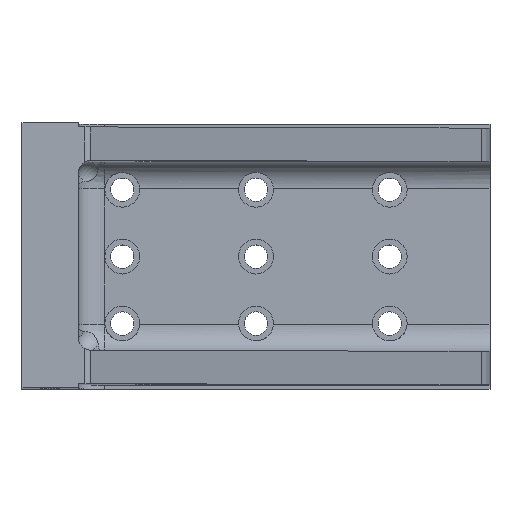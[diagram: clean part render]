
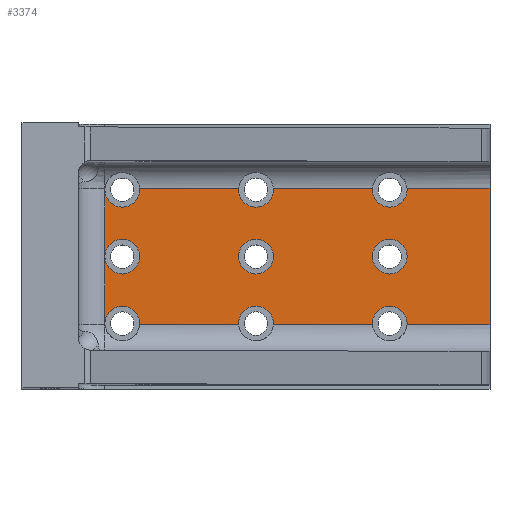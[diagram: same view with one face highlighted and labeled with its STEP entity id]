
A CAD part, top view. The second image highlights one B-rep face of the part: STEP entity #3374.
In plain terms, the highlighted planar face has unit normal (0, 0, 1).
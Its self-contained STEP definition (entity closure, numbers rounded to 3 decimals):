
#1874=EDGE_CURVE('',#3478,#4036,#5465,.T.);
#1994=EDGE_CURVE('',#4790,#2972,#5608,.T.);
#1998=EDGE_CURVE('',#4126,#4036,#5613,.T.);
#2012=EDGE_CURVE('',#3400,#3250,#5628,.T.);
#2022=EDGE_CURVE('',#4990,#3388,#5638,.T.);
#2060=EDGE_CURVE('',#3162,#3996,#5715,.T.);
#2176=VERTEX_POINT('',#5846);
#2312=EDGE_CURVE('',#3250,#5178,#5995,.T.);
#2352=VERTEX_POINT('',#6042);
#2502=EDGE_CURVE('',#2176,#3636,#6205,.T.);
#2626=VERTEX_POINT('',#6335);
#2716=EDGE_CURVE('',#2972,#4126,#6431,.T.);
#2720=EDGE_CURVE('',#4886,#3708,#6435,.T.);
#2840=VERTEX_POINT('',#6573);
#2912=EDGE_CURVE('',#3708,#4990,#6652,.T.);
#2972=VERTEX_POINT('',#6719);
#3162=VERTEX_POINT('',#6935);
#3196=EDGE_CURVE('',#3486,#3728,#6970,.T.);
#3226=EDGE_CURVE('',#5280,#5312,#7002,.T.);
#3250=VERTEX_POINT('',#7031);
#3252=EDGE_CURVE('',#4806,#5046,#7033,.T.);
#3290=EDGE_CURVE('',#5312,#5280,#7075,.T.);
#3348=VERTEX_POINT('',#7139);
#3374=ADVANCED_FACE('',(#7171,#7172,#7173),#7174,.F.);
#3388=VERTEX_POINT('',#7189);
#3400=VERTEX_POINT('',#7202);
#3420=EDGE_CURVE('',#4506,#2840,#7224,.T.);
#3478=VERTEX_POINT('',#7285);
#3486=VERTEX_POINT('',#7296);
#3568=EDGE_CURVE('',#3162,#4752,#7402,.T.);
#3636=VERTEX_POINT('',#7485);
#3708=VERTEX_POINT('',#7567);
#3728=VERTEX_POINT('',#7588);
#3768=EDGE_CURVE('',#4790,#2352,#7668,.T.);
#3910=EDGE_CURVE('',#2176,#4998,#7826,.T.);
#3942=EDGE_CURVE('',#2626,#2352,#7863,.T.);
#3996=VERTEX_POINT('',#7928);
#4036=VERTEX_POINT('',#7975);
#4068=EDGE_CURVE('',#5254,#4886,#8009,.T.);
#4126=VERTEX_POINT('',#8084);
#4136=EDGE_CURVE('',#4998,#4752,#8094,.T.);
#4274=EDGE_CURVE('',#3388,#3486,#8243,.T.);
#4480=EDGE_CURVE('',#3728,#4806,#8478,.T.);
#4486=EDGE_CURVE('',#3400,#3478,#8484,.T.);
#4506=VERTEX_POINT('',#8505);
#4722=EDGE_CURVE('',#3636,#3348,#8750,.T.);
#4744=EDGE_CURVE('',#5178,#5254,#8775,.T.);
#4752=VERTEX_POINT('',#8784);
#4790=VERTEX_POINT('',#8825);
#4806=VERTEX_POINT('',#8843);
#4840=EDGE_CURVE('',#3348,#3636,#8880,.T.);
#4886=VERTEX_POINT('',#8929);
#4918=EDGE_CURVE('',#2840,#4506,#8966,.T.);
#4990=VERTEX_POINT('',#9048);
#4998=VERTEX_POINT('',#9056);
#5046=VERTEX_POINT('',#9109);
#5068=EDGE_CURVE('',#3636,#5046,#9134,.T.);
#5132=EDGE_CURVE('',#3996,#2626,#9205,.T.);
#5178=VERTEX_POINT('',#9254);
#5254=VERTEX_POINT('',#9337);
#5280=VERTEX_POINT('',#9364);
#5312=VERTEX_POINT('',#9397);
#5465=LINE('',#9572,#9573);
#5608=CIRCLE('',#9752,13.0);
#5613=CIRCLE('',#9758,13.0);
#5628=LINE('',#9778,#9779);
#5638=CIRCLE('',#9794,13.0);
#5715=CIRCLE('',#9879,13.0);
#5846=CARTESIAN_POINT('',(-13.,-100.0,35.0));
#5995=CIRCLE('',#10291,13.0);
#6042=CARTESIAN_POINT('',(112.961,-101.0,35.0));
#6205=LINE('',#10609,#10610);
#6335=CARTESIAN_POINT('',(113.0,-100.0,35.0));
#6431=CIRCLE('',#10948,13.0);
#6435=LINE('',#10955,#10956);
#6573=CARTESIAN_POINT('',(187.0,-50.0,35.0));
#6652=CIRCLE('',#11238,13.0);
#6719=CARTESIAN_POINT('',(187.0,-100.0,35.0));
#6935=CARTESIAN_POINT('',(87.039,-101.0,35.0));
#6970=LINE('',#11689,#11690);
#7002=CIRCLE('',#11774,13.0);
#7031=CARTESIAN_POINT('',(212.961,1.0,35.0));
#7033=CIRCLE('',#11811,13.0);
#7075=CIRCLE('',#11867,13.0);
#7139=CARTESIAN_POINT('',(13.,-50.0,35.0));
#7171=FACE_BOUND('',#11995,.T.);
#7172=FACE_BOUND('',#11996,.T.);
#7173=FACE_OUTER_BOUND('',#11997,.T.);
#7174=PLANE('',#11998);
#7189=CARTESIAN_POINT('',(87.,0.,35.0));
#7202=CARTESIAN_POINT('',(275.0,1.0,35.0));
#7224=CIRCLE('',#12061,13.0);
#7285=CARTESIAN_POINT('',(275.0,-101.0,35.0));
#7296=CARTESIAN_POINT('',(87.039,1.0,35.0));
#7402=LINE('',#12287,#12288);
#7485=CARTESIAN_POINT('',(-13.,-50.0,35.0));
#7567=CARTESIAN_POINT('',(112.961,1.0,35.0));
#7588=CARTESIAN_POINT('',(12.961,1.0,35.0));
#7668=LINE('',#12623,#12624);
#7826=CIRCLE('',#12844,13.0);
#7863=CIRCLE('',#12928,13.0);
#7928=CARTESIAN_POINT('',(87.,-100.0,35.0));
#7975=CARTESIAN_POINT('',(212.961,-101.0,35.0));
#8009=CIRCLE('',#13129,13.0);
#8084=CARTESIAN_POINT('',(213.0,-100.0,35.0));
#8094=CIRCLE('',#13230,13.0);
#8243=CIRCLE('',#13472,13.0);
#8478=CIRCLE('',#13769,13.0);
#8484=LINE('',#13777,#13778);
#8505=CARTESIAN_POINT('',(213.0,-50.0,35.0));
#8750=CIRCLE('',#14125,13.0);
#8775=CIRCLE('',#14158,13.0);
#8784=CARTESIAN_POINT('',(12.961,-101.0,35.0));
#8825=CARTESIAN_POINT('',(187.039,-101.0,35.0));
#8843=CARTESIAN_POINT('',(13.,0.,35.0));
#8880=CIRCLE('',#14294,13.0);
#8929=CARTESIAN_POINT('',(187.039,1.0,35.0));
#8966=CIRCLE('',#14445,13.0);
#9048=CARTESIAN_POINT('',(113.0,0.,35.0));
#9056=CARTESIAN_POINT('',(13.,-100.0,35.0));
#9109=CARTESIAN_POINT('',(-13.,0.,35.0));
#9134=LINE('',#14663,#14664);
#9205=CIRCLE('',#14755,13.0);
#9254=CARTESIAN_POINT('',(213.0,0.,35.0));
#9337=CARTESIAN_POINT('',(187.0,0.,35.0));
#9364=CARTESIAN_POINT('',(113.0,-50.0,35.0));
#9397=CARTESIAN_POINT('',(87.,-50.0,35.0));
#9572=CARTESIAN_POINT('',(275.0,-101.0,35.0));
#9573=VECTOR('',#15250,1.0);
#9752=AXIS2_PLACEMENT_3D('',#15467,#15468,#15469);
#9758=AXIS2_PLACEMENT_3D('',#15480,#15481,#15482);
#9778=CARTESIAN_POINT('',(275.0,1.0,35.0));
#9779=VECTOR('',#15498,1.0);
#9794=AXIS2_PLACEMENT_3D('',#15506,#15507,#15508);
#9879=AXIS2_PLACEMENT_3D('',#15631,#15632,#15633);
#10291=AXIS2_PLACEMENT_3D('',#15945,#15946,#15947);
#10609=CARTESIAN_POINT('',(-13.,1.0,35.0));
#10610=VECTOR('',#16192,1.0);
#10948=AXIS2_PLACEMENT_3D('',#16396,#16397,#16398);
#10955=CARTESIAN_POINT('',(275.0,1.0,35.0));
#10956=VECTOR('',#16400,1.0);
#11238=AXIS2_PLACEMENT_3D('',#16693,#16694,#16695);
#11689=CARTESIAN_POINT('',(275.0,1.0,35.0));
#11690=VECTOR('',#17081,1.0);
#11774=AXIS2_PLACEMENT_3D('',#17114,#17115,#17116);
#11811=AXIS2_PLACEMENT_3D('',#17162,#17163,#17164);
#11867=AXIS2_PLACEMENT_3D('',#17227,#17228,#17229);
#11995=EDGE_LOOP('',(#17353,#17354));
#11996=EDGE_LOOP('',(#17355,#17356));
#11997=EDGE_LOOP('',(#17357,#17358,#17359,#17360,#17361,#17362,#17363,#17364,#17365,#17366,#17367,#17368,#17369,#17370,#17371,#17372,#17373,#17374,#17375,#17376,#17377,#17378,#17379,#17380,#17381,#17382,#17383));
#11998=AXIS2_PLACEMENT_3D('',#17384,#17385,#17386);
#12061=AXIS2_PLACEMENT_3D('',#17446,#17447,#17448);
#12287=CARTESIAN_POINT('',(275.0,-101.0,35.0));
#12288=VECTOR('',#17670,1.0);
#12623=CARTESIAN_POINT('',(275.0,-101.0,35.0));
#12624=VECTOR('',#18015,1.0);
#12844=AXIS2_PLACEMENT_3D('',#18211,#18212,#18213);
#12928=AXIS2_PLACEMENT_3D('',#18268,#18269,#18270);
#13129=AXIS2_PLACEMENT_3D('',#18457,#18458,#18459);
#13230=AXIS2_PLACEMENT_3D('',#18567,#18568,#18569);
#13472=AXIS2_PLACEMENT_3D('',#18720,#18721,#18722);
#13769=AXIS2_PLACEMENT_3D('',#19021,#19022,#19023);
#13777=CARTESIAN_POINT('',(275.0,-26.0,35.0));
#13778=VECTOR('',#19027,1.0);
#14125=AXIS2_PLACEMENT_3D('',#19348,#19349,#19350);
#14158=AXIS2_PLACEMENT_3D('',#19386,#19387,#19388);
#14294=AXIS2_PLACEMENT_3D('',#19509,#19510,#19511);
#14445=AXIS2_PLACEMENT_3D('',#19593,#19594,#19595);
#14663=CARTESIAN_POINT('',(-13.,1.0,35.0));
#14664=VECTOR('',#19809,1.0);
#14755=AXIS2_PLACEMENT_3D('',#19898,#19899,#19900);
#15250=DIRECTION('',(-1.0,0.0,0.0));
#15467=CARTESIAN_POINT('',(200.0,-100.0,35.0));
#15468=DIRECTION('',(0.0,0.0,-1.0));
#15469=DIRECTION('',(1.0,0.0,0.0));
#15480=CARTESIAN_POINT('',(200.0,-100.0,35.0));
#15481=DIRECTION('',(0.0,0.0,-1.0));
#15482=DIRECTION('',(1.0,0.0,0.0));
#15498=DIRECTION('',(-1.0,0.0,0.0));
#15506=CARTESIAN_POINT('',(100.,0.,35.0));
#15507=DIRECTION('',(0.0,0.0,-1.0));
#15508=DIRECTION('',(1.0,0.0,0.0));
#15631=CARTESIAN_POINT('',(100.,-100.0,35.0));
#15632=DIRECTION('',(0.0,0.0,-1.0));
#15633=DIRECTION('',(1.0,0.0,0.0));
#15945=CARTESIAN_POINT('',(200.0,0.,35.0));
#15946=DIRECTION('',(0.0,0.0,-1.0));
#15947=DIRECTION('',(1.0,0.0,0.0));
#16192=DIRECTION('',(0.0,1.0,0.0));
#16396=CARTESIAN_POINT('',(200.0,-100.0,35.0));
#16397=DIRECTION('',(0.0,0.0,-1.0));
#16398=DIRECTION('',(1.0,0.0,0.0));
#16400=DIRECTION('',(-1.0,0.0,0.0));
#16693=CARTESIAN_POINT('',(100.,0.,35.0));
#16694=DIRECTION('',(0.0,0.0,-1.0));
#16695=DIRECTION('',(1.0,0.0,0.0));
#17081=DIRECTION('',(-1.0,0.0,0.0));
#17114=CARTESIAN_POINT('',(100.,-50.0,35.0));
#17115=DIRECTION('',(0.0,0.0,-1.0));
#17116=DIRECTION('',(1.0,0.0,0.0));
#17162=CARTESIAN_POINT('',(0.,0.,35.0));
#17163=DIRECTION('',(0.0,0.0,-1.0));
#17164=DIRECTION('',(1.0,0.0,0.0));
#17227=CARTESIAN_POINT('',(100.,-50.0,35.0));
#17228=DIRECTION('',(0.0,0.0,-1.0));
#17229=DIRECTION('',(1.0,0.0,0.0));
#17353=ORIENTED_EDGE('',*,*,#3290,.T.);
#17354=ORIENTED_EDGE('',*,*,#3226,.T.);
#17355=ORIENTED_EDGE('',*,*,#4918,.T.);
#17356=ORIENTED_EDGE('',*,*,#3420,.T.);
#17357=ORIENTED_EDGE('',*,*,#2912,.T.);
#17358=ORIENTED_EDGE('',*,*,#2022,.T.);
#17359=ORIENTED_EDGE('',*,*,#4274,.T.);
#17360=ORIENTED_EDGE('',*,*,#3196,.T.);
#17361=ORIENTED_EDGE('',*,*,#4480,.T.);
#17362=ORIENTED_EDGE('',*,*,#3252,.T.);
#17363=ORIENTED_EDGE('',*,*,#5068,.F.);
#17364=ORIENTED_EDGE('',*,*,#4722,.T.);
#17365=ORIENTED_EDGE('',*,*,#4840,.T.);
#17366=ORIENTED_EDGE('',*,*,#2502,.F.);
#17367=ORIENTED_EDGE('',*,*,#3910,.T.);
#17368=ORIENTED_EDGE('',*,*,#4136,.T.);
#17369=ORIENTED_EDGE('',*,*,#3568,.F.);
#17370=ORIENTED_EDGE('',*,*,#2060,.T.);
#17371=ORIENTED_EDGE('',*,*,#5132,.T.);
#17372=ORIENTED_EDGE('',*,*,#3942,.T.);
#17373=ORIENTED_EDGE('',*,*,#3768,.F.);
#17374=ORIENTED_EDGE('',*,*,#1994,.T.);
#17375=ORIENTED_EDGE('',*,*,#2716,.T.);
#17376=ORIENTED_EDGE('',*,*,#1998,.T.);
#17377=ORIENTED_EDGE('',*,*,#1874,.F.);
#17378=ORIENTED_EDGE('',*,*,#4486,.F.);
#17379=ORIENTED_EDGE('',*,*,#2012,.T.);
#17380=ORIENTED_EDGE('',*,*,#2312,.T.);
#17381=ORIENTED_EDGE('',*,*,#4744,.T.);
#17382=ORIENTED_EDGE('',*,*,#4068,.T.);
#17383=ORIENTED_EDGE('',*,*,#2720,.T.);
#17384=CARTESIAN_POINT('',(275.0,-101.0,35.0));
#17385=DIRECTION('',(0.0,0.0,-1.0));
#17386=DIRECTION('',(1.0,0.0,0.0));
#17446=CARTESIAN_POINT('',(200.0,-50.0,35.0));
#17447=DIRECTION('',(0.0,0.0,-1.0));
#17448=DIRECTION('',(1.0,0.0,0.0));
#17670=DIRECTION('',(-1.0,0.0,0.0));
#18015=DIRECTION('',(-1.0,0.0,0.0));
#18211=CARTESIAN_POINT('',(0.,-100.0,35.0));
#18212=DIRECTION('',(0.0,0.0,-1.0));
#18213=DIRECTION('',(1.0,0.0,0.0));
#18268=CARTESIAN_POINT('',(100.,-100.0,35.0));
#18269=DIRECTION('',(0.0,0.0,-1.0));
#18270=DIRECTION('',(1.0,0.0,0.0));
#18457=CARTESIAN_POINT('',(200.0,0.,35.0));
#18458=DIRECTION('',(0.0,0.0,-1.0));
#18459=DIRECTION('',(1.0,0.0,0.0));
#18567=CARTESIAN_POINT('',(0.,-100.0,35.0));
#18568=DIRECTION('',(0.0,0.0,-1.0));
#18569=DIRECTION('',(1.0,0.0,0.0));
#18720=CARTESIAN_POINT('',(100.,0.,35.0));
#18721=DIRECTION('',(0.0,0.0,-1.0));
#18722=DIRECTION('',(1.0,0.0,0.0));
#19021=CARTESIAN_POINT('',(0.,0.,35.0));
#19022=DIRECTION('',(0.0,0.0,-1.0));
#19023=DIRECTION('',(1.0,0.0,0.0));
#19027=DIRECTION('',(0.0,-1.0,0.0));
#19348=CARTESIAN_POINT('',(0.,-50.0,35.0));
#19349=DIRECTION('',(0.0,0.0,-1.0));
#19350=DIRECTION('',(1.0,0.0,0.0));
#19386=CARTESIAN_POINT('',(200.0,0.,35.0));
#19387=DIRECTION('',(0.0,0.0,-1.0));
#19388=DIRECTION('',(1.0,0.0,0.0));
#19509=CARTESIAN_POINT('',(0.,-50.0,35.0));
#19510=DIRECTION('',(0.0,0.0,-1.0));
#19511=DIRECTION('',(1.0,0.0,0.0));
#19593=CARTESIAN_POINT('',(200.0,-50.0,35.0));
#19594=DIRECTION('',(0.0,0.0,-1.0));
#19595=DIRECTION('',(1.0,0.0,0.0));
#19809=DIRECTION('',(0.0,1.0,0.0));
#19898=CARTESIAN_POINT('',(100.,-100.0,35.0));
#19899=DIRECTION('',(0.0,0.0,-1.0));
#19900=DIRECTION('',(1.0,0.0,0.0));
